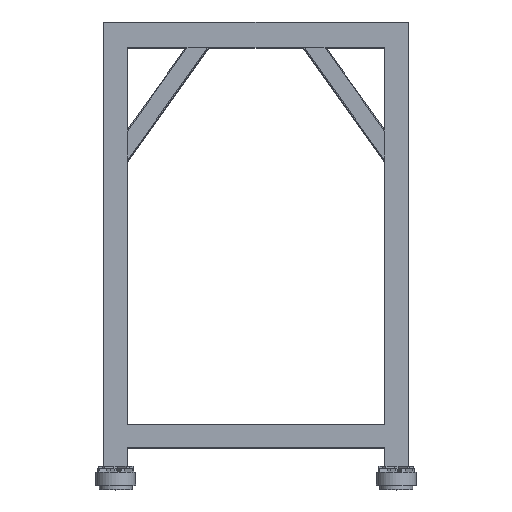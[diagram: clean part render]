
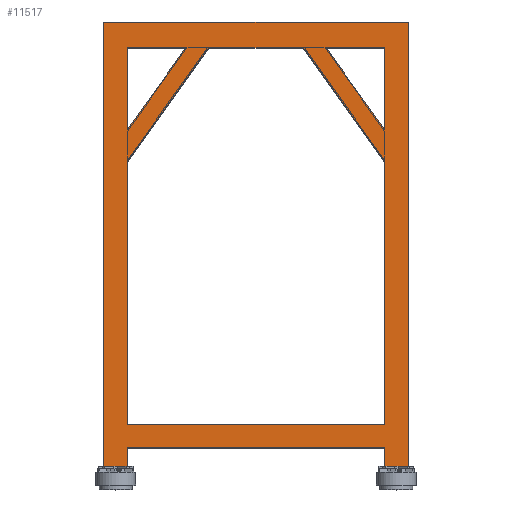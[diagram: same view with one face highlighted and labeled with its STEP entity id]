
A CAD part, top view. The second image highlights one B-rep face of the part: STEP entity #11517.
In plain terms, the highlighted planar face has unit normal (0, 0, 1).
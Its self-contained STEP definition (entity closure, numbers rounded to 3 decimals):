
#75=FACE_BOUND('',#1644,.T.);
#76=FACE_BOUND('',#1645,.T.);
#77=FACE_BOUND('',#1646,.T.);
#960=FACE_OUTER_BOUND('',#1643,.T.);
#1643=EDGE_LOOP('',(#9565,#9566,#9567,#9568,#9569,#9570,#9571,#9572,#9573,
#9574,#9575,#9576,#9577,#9578,#9579,#9580));
#1644=EDGE_LOOP('',(#9581,#9582,#9583,#9584,#9585,#9586));
#1645=EDGE_LOOP('',(#9587,#9588,#9589));
#1646=EDGE_LOOP('',(#9590,#9591,#9592));
#1921=LINE('',#16030,#3277);
#1924=LINE('',#16039,#3280);
#2057=LINE('',#16432,#3413);
#2109=LINE('',#16547,#3465);
#2238=LINE('',#16929,#3594);
#2242=LINE('',#16940,#3598);
#2490=LINE('',#17589,#3846);
#2492=LINE('',#17593,#3848);
#2498=LINE('',#17605,#3854);
#2500=LINE('',#17609,#3856);
#2719=LINE('',#18190,#4075);
#2723=LINE('',#18198,#4079);
#2746=LINE('',#18243,#4102);
#2750=LINE('',#18251,#4106);
#2785=LINE('',#18352,#4141);
#2799=LINE('',#18381,#4155);
#2800=LINE('',#18382,#4156);
#2801=LINE('',#18384,#4157);
#2802=LINE('',#18385,#4158);
#2803=LINE('',#18386,#4159);
#2804=LINE('',#18388,#4160);
#2805=LINE('',#18390,#4161);
#2806=LINE('',#18391,#4162);
#2807=LINE('',#18392,#4163);
#2808=LINE('',#18394,#4164);
#2809=LINE('',#18395,#4165);
#2810=LINE('',#18397,#4166);
#2811=LINE('',#18398,#4167);
#3277=VECTOR('',#12779,15.);
#3280=VECTOR('',#12786,10.607);
#3413=VECTOR('',#13153,10.607);
#3465=VECTOR('',#13289,10.607);
#3594=VECTOR('',#13648,10.607);
#3598=VECTOR('',#13656,15.);
#3846=VECTOR('',#14324,31.893);
#3848=VECTOR('',#14330,31.893);
#3854=VECTOR('',#14348,31.893);
#3856=VECTOR('',#14354,31.893);
#4075=VECTOR('',#14935,1122.363);
#4079=VECTOR('',#14939,350.);
#4102=VECTOR('',#14966,350.);
#4106=VECTOR('',#14970,1122.363);
#4141=VECTOR('',#15061,1900.);
#4155=VECTOR('',#15077,1100.);
#4156=VECTOR('',#15078,80.);
#4157=VECTOR('',#15079,1300.);
#4158=VECTOR('',#15080,1900.);
#4159=VECTOR('',#15081,80.);
#4160=VECTOR('',#15082,599.259);
#4161=VECTOR('',#15083,403.375);
#4162=VECTOR('',#15084,599.259);
#4163=VECTOR('',#15085,1100.);
#4164=VECTOR('',#15086,250.);
#4165=VECTOR('',#15087,430.116);
#4166=VECTOR('',#15088,430.116);
#4167=VECTOR('',#15089,250.);
#4619=VERTEX_POINT('',#16028);
#4620=VERTEX_POINT('',#16029);
#4623=VERTEX_POINT('',#16037);
#4624=VERTEX_POINT('',#16038);
#4766=VERTEX_POINT('',#16430);
#4767=VERTEX_POINT('',#16431);
#4787=VERTEX_POINT('',#16545);
#4788=VERTEX_POINT('',#16546);
#4925=VERTEX_POINT('',#16927);
#4926=VERTEX_POINT('',#16928);
#4930=VERTEX_POINT('',#16938);
#4931=VERTEX_POINT('',#16939);
#5302=VERTEX_POINT('',#18187);
#5303=VERTEX_POINT('',#18189);
#5306=VERTEX_POINT('',#18195);
#5307=VERTEX_POINT('',#18197);
#5326=VERTEX_POINT('',#18240);
#5327=VERTEX_POINT('',#18242);
#5330=VERTEX_POINT('',#18248);
#5331=VERTEX_POINT('',#18250);
#5369=VERTEX_POINT('',#18350);
#5382=VERTEX_POINT('',#18379);
#5383=VERTEX_POINT('',#18380);
#5384=VERTEX_POINT('',#18383);
#5385=VERTEX_POINT('',#18387);
#5386=VERTEX_POINT('',#18389);
#5387=VERTEX_POINT('',#18393);
#5388=VERTEX_POINT('',#18396);
#5695=EDGE_CURVE('',#4619,#4620,#1921,.T.);
#5699=EDGE_CURVE('',#4623,#4624,#1924,.T.);
#5890=EDGE_CURVE('',#4766,#4767,#2057,.T.);
#5951=EDGE_CURVE('',#4787,#4788,#2109,.T.);
#6137=EDGE_CURVE('',#4925,#4926,#2238,.T.);
#6142=EDGE_CURVE('',#4930,#4931,#2242,.T.);
#6468=EDGE_CURVE('',#4620,#4623,#2490,.T.);
#6470=EDGE_CURVE('',#4767,#4619,#2492,.T.);
#6476=EDGE_CURVE('',#4926,#4930,#2498,.T.);
#6478=EDGE_CURVE('',#4931,#4787,#2500,.T.);
#6765=EDGE_CURVE('',#5303,#5302,#2719,.T.);
#6769=EDGE_CURVE('',#5307,#5306,#2723,.T.);
#6792=EDGE_CURVE('',#5326,#5327,#2746,.T.);
#6796=EDGE_CURVE('',#5330,#5331,#2750,.T.);
#6845=EDGE_CURVE('',#5369,#4766,#2785,.T.);
#6859=EDGE_CURVE('',#5382,#5383,#2799,.T.);
#6860=EDGE_CURVE('',#5383,#4624,#2800,.T.);
#6861=EDGE_CURVE('',#5369,#5384,#2801,.T.);
#6862=EDGE_CURVE('',#5384,#4788,#2802,.T.);
#6863=EDGE_CURVE('',#5382,#4925,#2803,.T.);
#6864=EDGE_CURVE('',#5330,#5385,#2804,.T.);
#6865=EDGE_CURVE('',#5386,#5385,#2805,.T.);
#6866=EDGE_CURVE('',#5303,#5386,#2806,.T.);
#6867=EDGE_CURVE('',#5331,#5302,#2807,.T.);
#6868=EDGE_CURVE('',#5387,#5326,#2808,.T.);
#6869=EDGE_CURVE('',#5387,#5327,#2809,.T.);
#6870=EDGE_CURVE('',#5388,#5306,#2810,.T.);
#6871=EDGE_CURVE('',#5307,#5388,#2811,.T.);
#9565=ORIENTED_EDGE('',*,*,#6859,.T.);
#9566=ORIENTED_EDGE('',*,*,#6860,.T.);
#9567=ORIENTED_EDGE('',*,*,#5699,.F.);
#9568=ORIENTED_EDGE('',*,*,#6468,.F.);
#9569=ORIENTED_EDGE('',*,*,#5695,.F.);
#9570=ORIENTED_EDGE('',*,*,#6470,.F.);
#9571=ORIENTED_EDGE('',*,*,#5890,.F.);
#9572=ORIENTED_EDGE('',*,*,#6845,.F.);
#9573=ORIENTED_EDGE('',*,*,#6861,.T.);
#9574=ORIENTED_EDGE('',*,*,#6862,.T.);
#9575=ORIENTED_EDGE('',*,*,#5951,.F.);
#9576=ORIENTED_EDGE('',*,*,#6478,.F.);
#9577=ORIENTED_EDGE('',*,*,#6142,.F.);
#9578=ORIENTED_EDGE('',*,*,#6476,.F.);
#9579=ORIENTED_EDGE('',*,*,#6137,.F.);
#9580=ORIENTED_EDGE('',*,*,#6863,.F.);
#9581=ORIENTED_EDGE('',*,*,#6796,.F.);
#9582=ORIENTED_EDGE('',*,*,#6864,.T.);
#9583=ORIENTED_EDGE('',*,*,#6865,.F.);
#9584=ORIENTED_EDGE('',*,*,#6866,.F.);
#9585=ORIENTED_EDGE('',*,*,#6765,.T.);
#9586=ORIENTED_EDGE('',*,*,#6867,.F.);
#9587=ORIENTED_EDGE('',*,*,#6792,.F.);
#9588=ORIENTED_EDGE('',*,*,#6868,.F.);
#9589=ORIENTED_EDGE('',*,*,#6869,.T.);
#9590=ORIENTED_EDGE('',*,*,#6870,.F.);
#9591=ORIENTED_EDGE('',*,*,#6871,.F.);
#9592=ORIENTED_EDGE('',*,*,#6769,.T.);
#10867=PLANE('',#12484);
#11517=ADVANCED_FACE('',(#960,#75,#76,#77),#10867,.T.);
#12484=AXIS2_PLACEMENT_3D('',#18378,#15075,#15076);
#12779=DIRECTION('',(-1.,0.,0.));
#12786=DIRECTION('',(-1.,0.,0.));
#13153=DIRECTION('',(-1.,0.,0.));
#13289=DIRECTION('',(-1.,0.,0.));
#13648=DIRECTION('',(-1.,0.,0.));
#13656=DIRECTION('',(-1.,0.,0.));
#14324=DIRECTION('',(-1.,0.,0.));
#14330=DIRECTION('',(-1.,0.,0.));
#14348=DIRECTION('',(-1.,0.,0.));
#14354=DIRECTION('',(-1.,0.,0.));
#14935=DIRECTION('',(0.,-1.,0.));
#14939=DIRECTION('',(0.,-1.,0.));
#14966=DIRECTION('',(0.,-1.,0.));
#14970=DIRECTION('',(0.,-1.,0.));
#15061=DIRECTION('',(0.,-1.,0.));
#15075=DIRECTION('center_axis',(0.,0.,1.));
#15076=DIRECTION('ref_axis',(-1.,0.,0.));
#15077=DIRECTION('',(1.,0.,0.));
#15078=DIRECTION('',(0.,-1.,0.));
#15079=DIRECTION('',(-1.,0.,0.));
#15080=DIRECTION('',(0.,-1.,0.));
#15081=DIRECTION('',(0.,-1.,0.));
#15082=DIRECTION('',(0.581,0.814,0.));
#15083=DIRECTION('',(-1.,0.,0.));
#15084=DIRECTION('',(-0.581,0.814,0.));
#15085=DIRECTION('',(1.,0.,0.));
#15086=DIRECTION('',(-1.,0.,0.));
#15087=DIRECTION('',(-0.581,-0.814,0.));
#15088=DIRECTION('',(0.581,-0.814,0.));
#15089=DIRECTION('',(-1.,0.,0.));
#16028=CARTESIAN_POINT('',(607.5,-1900.,650.));
#16029=CARTESIAN_POINT('',(592.5,-1900.,650.));
#16030=CARTESIAN_POINT('',(650.,-1900.,650.));
#16037=CARTESIAN_POINT('',(560.607,-1900.,650.));
#16038=CARTESIAN_POINT('',(550.,-1900.,650.));
#16039=CARTESIAN_POINT('',(650.,-1900.,650.));
#16430=CARTESIAN_POINT('',(650.,-1900.,650.));
#16431=CARTESIAN_POINT('',(639.393,-1900.,650.));
#16432=CARTESIAN_POINT('',(650.,-1900.,650.));
#16545=CARTESIAN_POINT('',(-639.393,-1900.,650.));
#16546=CARTESIAN_POINT('',(-650.,-1900.,650.));
#16547=CARTESIAN_POINT('',(-650.,-1900.,650.));
#16927=CARTESIAN_POINT('',(-550.,-1900.,650.));
#16928=CARTESIAN_POINT('',(-560.607,-1900.,650.));
#16929=CARTESIAN_POINT('',(-650.,-1900.,650.));
#16938=CARTESIAN_POINT('',(-592.5,-1900.,650.));
#16939=CARTESIAN_POINT('',(-607.5,-1900.,650.));
#16940=CARTESIAN_POINT('',(-650.,-1900.,650.));
#17589=CARTESIAN_POINT('',(650.,-1900.,650.));
#17593=CARTESIAN_POINT('',(650.,-1900.,650.));
#17605=CARTESIAN_POINT('',(-650.,-1900.,650.));
#17609=CARTESIAN_POINT('',(-650.,-1900.,650.));
#18187=CARTESIAN_POINT('',(550.,-1720.,650.));
#18189=CARTESIAN_POINT('',(550.,-597.637,650.));
#18190=CARTESIAN_POINT('',(550.,0.,650.));
#18195=CARTESIAN_POINT('',(550.,-460.,650.));
#18197=CARTESIAN_POINT('',(550.,-110.,650.));
#18198=CARTESIAN_POINT('',(550.,0.,650.));
#18240=CARTESIAN_POINT('',(-550.,-110.,650.));
#18242=CARTESIAN_POINT('',(-550.,-460.,650.));
#18243=CARTESIAN_POINT('',(-550.,0.,650.));
#18248=CARTESIAN_POINT('',(-550.,-597.637,650.));
#18250=CARTESIAN_POINT('',(-550.,-1720.,650.));
#18251=CARTESIAN_POINT('',(-550.,0.,650.));
#18350=CARTESIAN_POINT('',(650.,0.,650.));
#18352=CARTESIAN_POINT('',(650.,0.,650.));
#18378=CARTESIAN_POINT('Origin',(650.,0.,650.));
#18379=CARTESIAN_POINT('',(-550.,-1820.,650.));
#18380=CARTESIAN_POINT('',(550.,-1820.,650.));
#18381=CARTESIAN_POINT('',(-550.,-1820.,650.));
#18382=CARTESIAN_POINT('',(550.,0.,650.));
#18383=CARTESIAN_POINT('',(-650.,0.,650.));
#18384=CARTESIAN_POINT('',(650.,0.,650.));
#18385=CARTESIAN_POINT('',(-650.,0.,650.));
#18386=CARTESIAN_POINT('',(-550.,0.,650.));
#18387=CARTESIAN_POINT('',(-201.688,-110.,650.));
#18388=CARTESIAN_POINT('',(-550.,-597.637,650.));
#18389=CARTESIAN_POINT('',(201.688,-110.,650.));
#18390=CARTESIAN_POINT('',(650.,-110.,650.));
#18391=CARTESIAN_POINT('',(550.,-597.637,650.));
#18392=CARTESIAN_POINT('',(-550.,-1720.,650.));
#18393=CARTESIAN_POINT('',(-300.,-110.,650.));
#18394=CARTESIAN_POINT('',(650.,-110.,650.));
#18395=CARTESIAN_POINT('',(-300.,-110.,650.));
#18396=CARTESIAN_POINT('',(300.,-110.,650.));
#18397=CARTESIAN_POINT('',(300.,-110.,650.));
#18398=CARTESIAN_POINT('',(650.,-110.,650.));
